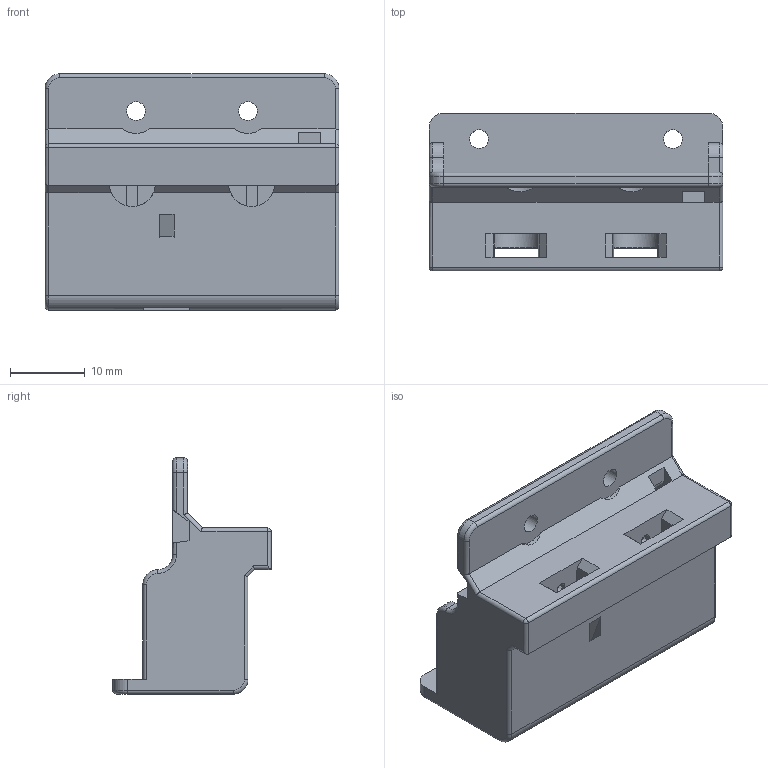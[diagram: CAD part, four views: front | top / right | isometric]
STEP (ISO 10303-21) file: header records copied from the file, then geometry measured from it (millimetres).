
FILE_DESCRIPTION(/* description */ (''),/* implementation_level */ '2;1');
FILE_NAME(/* name */ 'Karas5015_KlickyMount.step',/* time_stamp */ '2023-01-25T17:36:46+03:00',/* author */ (''),/* organization */ (''),/* preprocessor_version */ 'ST-DEVELOPER v19.2',/* originating_system */ 'Autodesk Translation Framework v11.17.0.187',/* authorisation */ '');
FILE_SCHEMA (('AUTOMOTIVE_DESIGN { 1 0 10303 214 3 1 1 }'));
Length unit declared in the file: millimetre
Products named in the file (1): Karas5015_KlickyMount
Bounding box: 39.4 x 21.2 x 31.7 mm (x, y, z)
Volume: 10371.7 mm3; surface area: 5249.9 mm2
Topology: 1 solids, 1 shells, 127 faces, 356 edges, 220 vertices
Faces by surface type: plane 63, cylinder 49, torus 13, sphere 2
Full cylindrical faces by diameter (mm): 1.5 x2, 2.5 x4
Entity records: 4103 total; most frequent: DIRECTION 722, CARTESIAN_POINT 722, ORIENTED_EDGE 700, EDGE_CURVE 350, AXIS2_PLACEMENT_3D 249, LINE 224, VECTOR 224, VERTEX_POINT 217
